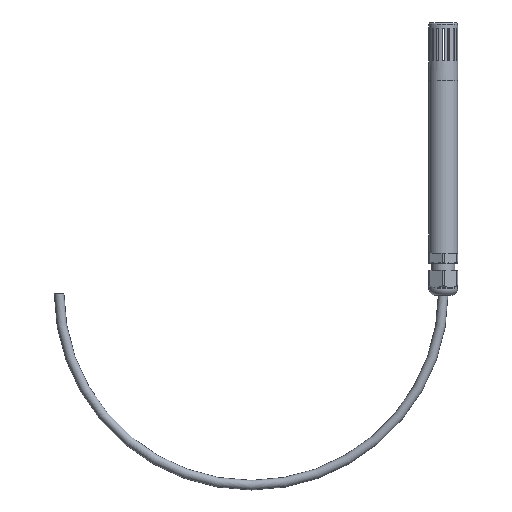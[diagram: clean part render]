
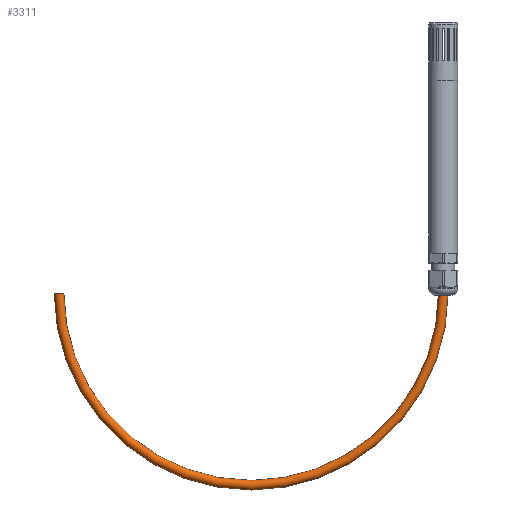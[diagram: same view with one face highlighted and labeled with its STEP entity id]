
A CAD part, front view. The second image highlights one B-rep face of the part: STEP entity #3311.
In plain terms, the highlighted toroidal (fillet/blend) face has major radius 100 mm and minor radius 2.5 mm.
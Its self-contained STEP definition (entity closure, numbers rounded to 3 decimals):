
#931=FACE_OUTER_BOUND('',#1117,.T.);
#1117=EDGE_LOOP('',(#2505,#2506,#2507,#2508));
#1318=CIRCLE('',#3598,2.5);
#1319=CIRCLE('',#3599,97.5);
#1320=CIRCLE('',#3600,2.5);
#1488=VERTEX_POINT('',#5034);
#1489=VERTEX_POINT('',#5036);
#1868=EDGE_CURVE('',#1488,#1488,#1318,.T.);
#1869=EDGE_CURVE('',#1488,#1489,#1319,.T.);
#1870=EDGE_CURVE('',#1489,#1489,#1320,.T.);
#2505=ORIENTED_EDGE('',*,*,#1868,.F.);
#2506=ORIENTED_EDGE('',*,*,#1869,.T.);
#2507=ORIENTED_EDGE('',*,*,#1870,.F.);
#2508=ORIENTED_EDGE('',*,*,#1869,.F.);
#3251=TOROIDAL_SURFACE('',#3597,100.,2.5);
#3311=ADVANCED_FACE('',(#931),#3251,.T.);
#3597=AXIS2_PLACEMENT_3D('',#5033,#4089,#4090);
#3598=AXIS2_PLACEMENT_3D('',#5035,#4091,#4092);
#3599=AXIS2_PLACEMENT_3D('',#5037,#4093,#4094);
#3600=AXIS2_PLACEMENT_3D('',#5038,#4095,#4096);
#4089=DIRECTION('center_axis',(0.,0.,-1.));
#4090=DIRECTION('ref_axis',(-1.,0.,0.));
#4091=DIRECTION('center_axis',(0.,1.,0.));
#4092=DIRECTION('ref_axis',(-1.,0.,0.));
#4093=DIRECTION('center_axis',(0.,0.,1.));
#4094=DIRECTION('ref_axis',(-1.,0.,0.));
#4095=DIRECTION('center_axis',(0.,1.,0.));
#4096=DIRECTION('ref_axis',(1.,0.,0.));
#5033=CARTESIAN_POINT('Origin',(-100.,0.,0.));
#5034=CARTESIAN_POINT('',(-197.5,0.,0.));
#5035=CARTESIAN_POINT('Origin',(-200.,0.,0.));
#5036=CARTESIAN_POINT('',(-2.5,0.,0.));
#5037=CARTESIAN_POINT('Origin',(-100.,0.,0.));
#5038=CARTESIAN_POINT('Origin',(0.,0.,0.));
